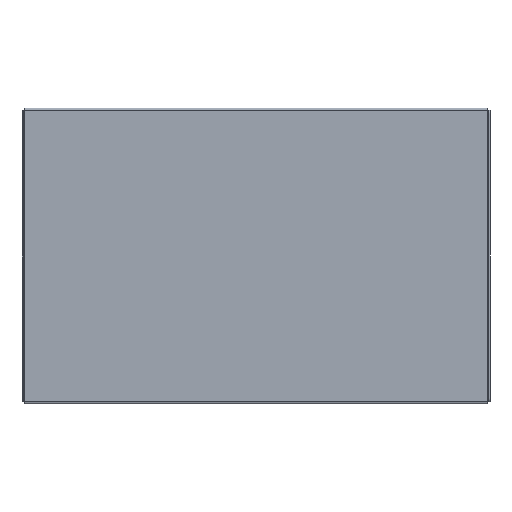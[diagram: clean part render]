
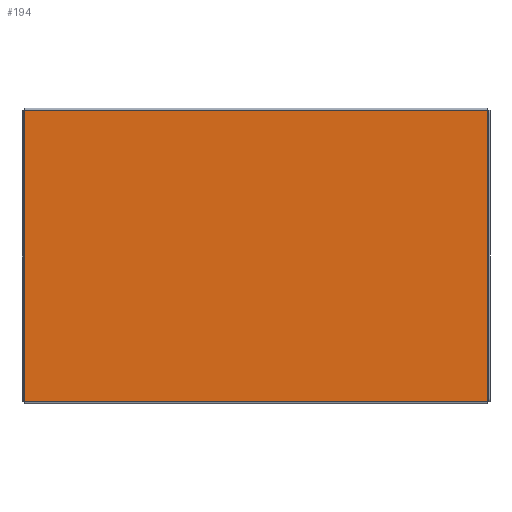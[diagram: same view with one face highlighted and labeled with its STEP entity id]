
A CAD part, front view. The second image highlights one B-rep face of the part: STEP entity #194.
In plain terms, the highlighted planar face has unit normal (0, -1, 0).
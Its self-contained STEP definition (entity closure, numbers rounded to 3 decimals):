
#23 = CARTESIAN_POINT ( 'NONE',  ( 253., -1.2, -157.8 ) ) ;
#84 = DIRECTION ( 'NONE',  ( 0., 0., -1. ) ) ;
#139 = LINE ( 'NONE', #23, #2268 ) ;
#174 = DIRECTION ( 'NONE',  ( 0., 0., 1. ) ) ;
#194 = ADVANCED_FACE ( 'NONE', ( #614 ), #990, .F. ) ;
#224 = DIRECTION ( 'NONE',  ( 0., 0., 1. ) ) ;
#355 = EDGE_CURVE ( 'NONE', #1624, #2058, #1971, .T. ) ;
#405 = VERTEX_POINT ( 'NONE', #1088 ) ;
#538 = CARTESIAN_POINT ( 'NONE',  ( 250.8, -1.2, -157.8 ) ) ;
#554 = DIRECTION ( 'NONE',  ( 1., 0., 0. ) ) ;
#614 = FACE_OUTER_BOUND ( 'NONE', #1778, .T. ) ;
#738 = CARTESIAN_POINT ( 'NONE',  ( 253., -1.2, 157.8 ) ) ;
#742 = VECTOR ( 'NONE', #224, 1000. ) ;
#868 = AXIS2_PLACEMENT_3D ( 'NONE', #2467, #2025, #174 ) ;
#881 = CARTESIAN_POINT ( 'NONE',  ( 250.8, -1.2, 157.8 ) ) ;
#990 = PLANE ( 'NONE',  #868 ) ;
#1088 = CARTESIAN_POINT ( 'NONE',  ( 250.8, -1.2, 157.8 ) ) ;
#1197 = EDGE_CURVE ( 'NONE', #2058, #405, #2455, .T. ) ;
#1294 = CARTESIAN_POINT ( 'NONE',  ( -250.8, -1.2, 157.8 ) ) ;
#1322 = VERTEX_POINT ( 'NONE', #538 ) ;
#1346 = VECTOR ( 'NONE', #554, 1000. ) ;
#1427 = ORIENTED_EDGE ( 'NONE', *, *, #2488, .F. ) ;
#1480 = CARTESIAN_POINT ( 'NONE',  ( -250.8, -1.2, -157.8 ) ) ;
#1481 = CARTESIAN_POINT ( 'NONE',  ( -250.8, -1.2, -157.8 ) ) ;
#1624 = VERTEX_POINT ( 'NONE', #1481 ) ;
#1778 = EDGE_LOOP ( 'NONE', ( #2015, #2322, #2051, #1427 ) ) ;
#1818 = VECTOR ( 'NONE', #84, 1000. ) ;
#1971 = LINE ( 'NONE', #1480, #742 ) ;
#2015 = ORIENTED_EDGE ( 'NONE', *, *, #2026, .F. ) ;
#2025 = DIRECTION ( 'NONE',  ( 0., 1., 0. ) ) ;
#2026 = EDGE_CURVE ( 'NONE', #405, #1322, #2246, .T. ) ;
#2051 = ORIENTED_EDGE ( 'NONE', *, *, #355, .F. ) ;
#2058 = VERTEX_POINT ( 'NONE', #1294 ) ;
#2246 = LINE ( 'NONE', #881, #1818 ) ;
#2268 = VECTOR ( 'NONE', #2306, 1000. ) ;
#2306 = DIRECTION ( 'NONE',  ( -1., 0., 0. ) ) ;
#2322 = ORIENTED_EDGE ( 'NONE', *, *, #1197, .F. ) ;
#2455 = LINE ( 'NONE', #738, #1346 ) ;
#2467 = CARTESIAN_POINT ( 'NONE',  ( 0., -1.2, 0. ) ) ;
#2488 = EDGE_CURVE ( 'NONE', #1322, #1624, #139, .T. ) ;
